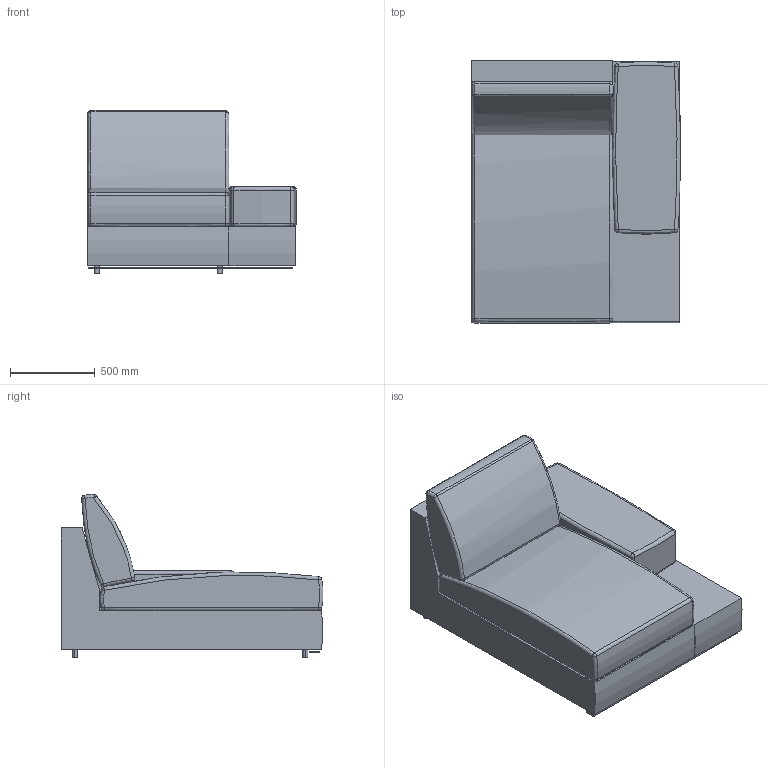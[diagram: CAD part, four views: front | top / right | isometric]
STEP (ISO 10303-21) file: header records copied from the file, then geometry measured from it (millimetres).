
FILE_DESCRIPTION(/* description */ (''),/* implementation_level */ '2;1');
FILE_NAME(/* name */ '810 Fly chaise longue 123 un terminale lungo',/* time_stamp */ '2013-10-18T09:27:06+02:00',/* author */ (''),/* organization */ (''),/* preprocessor_version */ 'ST-DEVELOPER v10',/* originating_system */ '',/* authorisation */ '');
FILE_SCHEMA (('CONFIG_CONTROL_DESIGN'));
Length unit declared in the file: millimetre
Products named in the file (1): 1
Bounding box: 1235.45 x 1549.88 x 965.41 mm (x, y, z)
Volume: 921982149.9 mm3; surface area: 12587886.2 mm2
Topology: 10 solids, 10 shells, 115 faces, 213 edges, 118 vertices
Faces by surface type: bspline 115
Entity records: 3654 total; most frequent: CARTESIAN_POINT 2359, ORIENTED_EDGE 426, EDGE_CURVE 213, VERTEX_POINT 118, ADVANCED_FACE 115, FACE_OUTER_BOUND 115, EDGE_LOOP 115, B_SPLINE_CURVE_WITH_KNOTS 49
